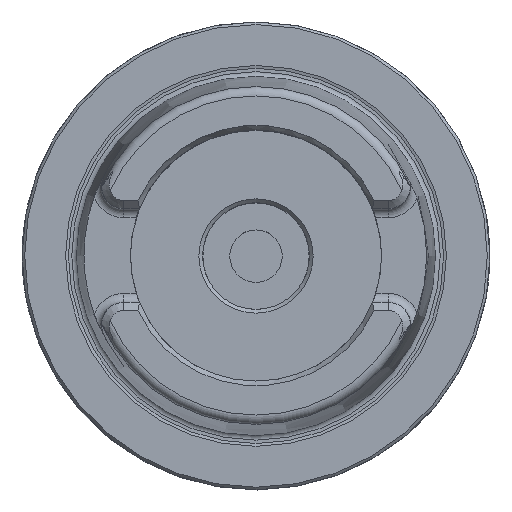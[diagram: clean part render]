
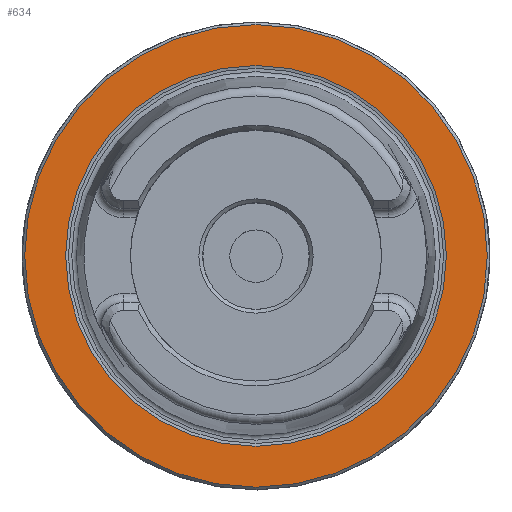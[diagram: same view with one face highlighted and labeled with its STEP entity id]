
A CAD part, top view. The second image highlights one B-rep face of the part: STEP entity #634.
In plain terms, the highlighted planar face has unit normal (0, 0, 1).
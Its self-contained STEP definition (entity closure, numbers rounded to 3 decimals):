
#530=PLANE('',#2438);
#634=ADVANCED_FACE('CU_E_LO_SU_1',(#820,#821),#530,.F.);
#820=FACE_BOUND('',#989,.T.);
#821=FACE_BOUND('',#990,.T.);
#989=EDGE_LOOP('',(#1359));
#990=EDGE_LOOP('',(#1360));
#1359=ORIENTED_EDGE('',*,*,#2038,.F.);
#1360=ORIENTED_EDGE('',*,*,#2039,.T.);
#1794=VERTEX_POINT('',#3841);
#1795=VERTEX_POINT('',#3843);
#2038=EDGE_CURVE('',#1794,#1794,#2219,.T.);
#2039=EDGE_CURVE('',#1795,#1795,#2220,.T.);
#2219=CIRCLE('',#2436,61.76);
#2220=CIRCLE('',#2437,50.83);
#2436=AXIS2_PLACEMENT_3D('',#3840,#2964,#2965);
#2437=AXIS2_PLACEMENT_3D('',#3842,#2966,#2967);
#2438=AXIS2_PLACEMENT_3D('',#3844,#2968,#2969);
#2964=DIRECTION('',(0.,0.,-1.));
#2965=DIRECTION('',(-1.,0.,0.));
#2966=DIRECTION('',(0.,0.,-1.));
#2967=DIRECTION('',(-1.,0.,0.));
#2968=DIRECTION('',(0.,0.,-1.));
#2969=DIRECTION('',(-1.,0.,0.));
#3840=CARTESIAN_POINT('',(0.,0.,0.));
#3841=CARTESIAN_POINT('',(-61.76,0.,0.));
#3842=CARTESIAN_POINT('',(0.,0.,0.));
#3843=CARTESIAN_POINT('',(-50.83,0.,0.));
#3844=CARTESIAN_POINT('',(0.,50.83,0.));
